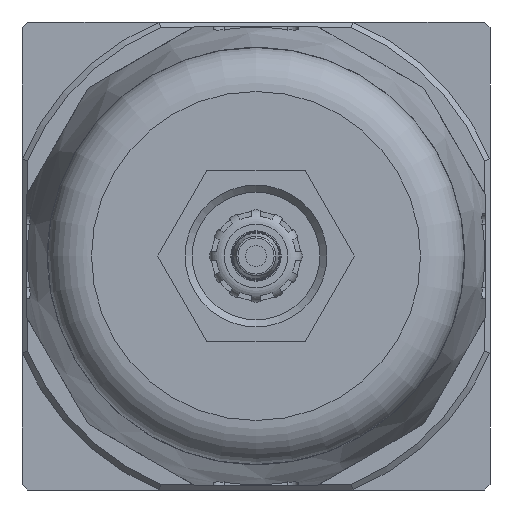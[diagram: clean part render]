
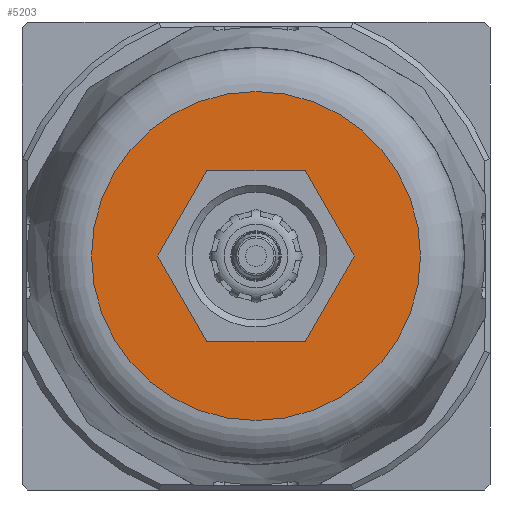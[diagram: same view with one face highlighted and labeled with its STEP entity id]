
A CAD part, front view. The second image highlights one B-rep face of the part: STEP entity #5203.
In plain terms, the highlighted planar face has unit normal (0, -1, 0).
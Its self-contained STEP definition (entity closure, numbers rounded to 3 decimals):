
#356=CIRCLE('',#5526,23.2);
#823=ORIENTED_EDGE('',*,*,#1816,.T.);
#824=ORIENTED_EDGE('',*,*,#1817,.T.);
#825=ORIENTED_EDGE('',*,*,#1818,.T.);
#826=ORIENTED_EDGE('',*,*,#1819,.T.);
#827=ORIENTED_EDGE('',*,*,#1820,.T.);
#828=ORIENTED_EDGE('',*,*,#1821,.T.);
#829=ORIENTED_EDGE('',*,*,#1822,.T.);
#1816=EDGE_CURVE('',#2342,#2342,#356,.T.);
#1817=EDGE_CURVE('',#2343,#2344,#2695,.T.);
#1818=EDGE_CURVE('',#2344,#2345,#2696,.T.);
#1819=EDGE_CURVE('',#2345,#2346,#2697,.T.);
#1820=EDGE_CURVE('',#2346,#2347,#2698,.T.);
#1821=EDGE_CURVE('',#2347,#2348,#2699,.T.);
#1822=EDGE_CURVE('',#2348,#2343,#2700,.T.);
#2342=VERTEX_POINT('',#7477);
#2343=VERTEX_POINT('',#7479);
#2344=VERTEX_POINT('',#7480);
#2345=VERTEX_POINT('',#7482);
#2346=VERTEX_POINT('',#7484);
#2347=VERTEX_POINT('',#7486);
#2348=VERTEX_POINT('',#7488);
#2695=LINE('',#7478,#2957);
#2696=LINE('',#7481,#2958);
#2697=LINE('',#7483,#2959);
#2698=LINE('',#7485,#2960);
#2699=LINE('',#7487,#2961);
#2700=LINE('',#7489,#2962);
#2957=VECTOR('',#6202,1000.);
#2958=VECTOR('',#6203,1000.);
#2959=VECTOR('',#6204,1000.);
#2960=VECTOR('',#6205,1000.);
#2961=VECTOR('',#6206,1000.);
#2962=VECTOR('',#6207,1000.);
#3244=EDGE_LOOP('',(#823));
#3245=EDGE_LOOP('',(#824,#825,#826,#827,#828,#829));
#3558=FACE_BOUND('',#3244,.T.);
#3559=FACE_BOUND('',#3245,.T.);
#3792=PLANE('',#5525);
#5203=ADVANCED_FACE('',(#3558,#3559),#3792,.F.);
#5525=AXIS2_PLACEMENT_3D('',#7475,#6198,#6199);
#5526=AXIS2_PLACEMENT_3D('',#7476,#6200,#6201);
#6198=DIRECTION('',(0.,1.,0.));
#6199=DIRECTION('',(0.,0.,1.));
#6200=DIRECTION('',(0.,-1.,0.));
#6201=DIRECTION('',(0.,0.,-1.));
#6202=DIRECTION('',(0.,0.,1.));
#6203=DIRECTION('',(0.866,0.,0.5));
#6204=DIRECTION('',(0.866,0.,-0.5));
#6205=DIRECTION('',(0.,0.,-1.));
#6206=DIRECTION('',(-0.866,0.,-0.5));
#6207=DIRECTION('',(-0.866,0.,0.5));
#7475=CARTESIAN_POINT('',(23.2,-165.,0.));
#7476=CARTESIAN_POINT('',(0.,-165.,0.));
#7477=CARTESIAN_POINT('',(0.,-165.,-23.2));
#7478=CARTESIAN_POINT('',(-12.,-165.,-6.928));
#7479=CARTESIAN_POINT('',(-12.,-165.,-6.928));
#7480=CARTESIAN_POINT('',(-12.,-165.,6.928));
#7481=CARTESIAN_POINT('',(-12.,-165.,6.928));
#7482=CARTESIAN_POINT('',(0.,-165.,13.856));
#7483=CARTESIAN_POINT('',(0.,-165.,13.856));
#7484=CARTESIAN_POINT('',(12.,-165.,6.928));
#7485=CARTESIAN_POINT('',(12.,-165.,6.928));
#7486=CARTESIAN_POINT('',(12.,-165.,-6.928));
#7487=CARTESIAN_POINT('',(12.,-165.,-6.928));
#7488=CARTESIAN_POINT('',(0.,-165.,-13.856));
#7489=CARTESIAN_POINT('',(0.,-165.,-13.856));
